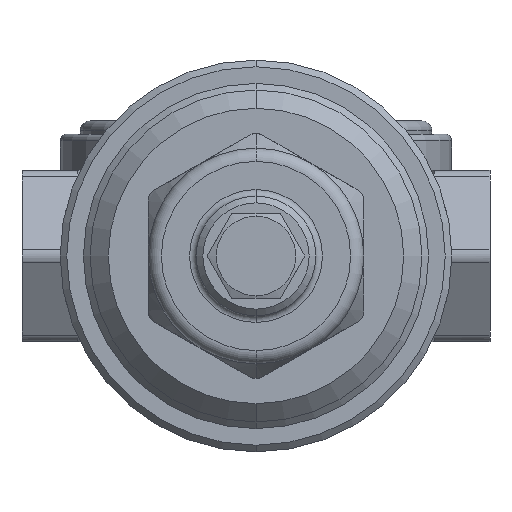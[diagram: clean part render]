
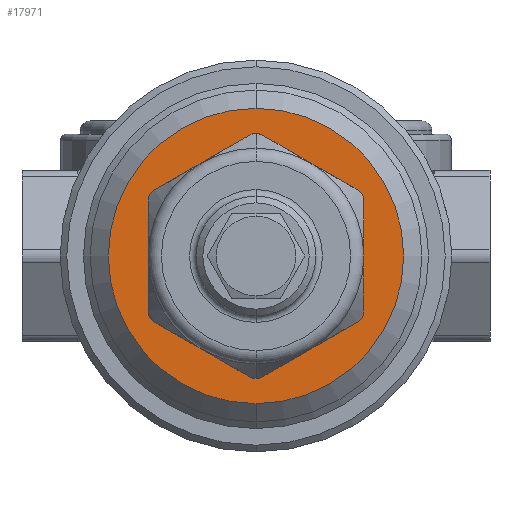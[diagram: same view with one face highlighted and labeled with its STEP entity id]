
A CAD part, front view. The second image highlights one B-rep face of the part: STEP entity #17971.
In plain terms, the highlighted planar face has unit normal (0, -1, 0).
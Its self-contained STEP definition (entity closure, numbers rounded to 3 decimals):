
#396 = EDGE_CURVE ( 'NONE', #10529, #10530, #3237, .T. ) ;
#445 = EDGE_CURVE ( 'NONE', #10578, #10579, #3310, .T. ) ;
#454 = EDGE_CURVE ( 'NONE', #10575, #10576, #3326, .T. ) ;
#456 = EDGE_CURVE ( 'NONE', #10579, #10580, #3330, .T. ) ;
#459 = EDGE_CURVE ( 'NONE', #10583, #10575, #3335, .T. ) ;
#461 = EDGE_CURVE ( 'NONE', #10580, #10581, #3336, .T. ) ;
#463 = EDGE_CURVE ( 'NONE', #10581, #10582, #3342, .T. ) ;
#465 = EDGE_CURVE ( 'NONE', #10582, #10583, #3343, .T. ) ;
#469 = EDGE_CURVE ( 'NONE', #10576, #10585, #3348, .T. ) ;
#472 = EDGE_CURVE ( 'NONE', #10585, #10587, #3354, .T. ) ;
#475 = EDGE_CURVE ( 'NONE', #10587, #10589, #3351, .T. ) ;
#478 = EDGE_CURVE ( 'NONE', #10589, #10591, #3359, .T. ) ;
#481 = EDGE_CURVE ( 'NONE', #10591, #10593, #3360, .T. ) ;
#484 = EDGE_CURVE ( 'NONE', #10593, #10578, #3363, .T. ) ;
#629 = EDGE_LOOP ( 'NONE', ( #1582, #1583, #1584, #1585, #1586, #1587, #1588, #1589, #1590, #1591, #1592, #1593, #1594 ) ) ;
#630 = EDGE_LOOP ( 'NONE', ( #1595, #1596 ) ) ;
#1582 = ORIENTED_EDGE ( 'NONE', *, *, #445, .T. ) ;
#1583 = ORIENTED_EDGE ( 'NONE', *, *, #456, .T. ) ;
#1584 = ORIENTED_EDGE ( 'NONE', *, *, #461, .T. ) ;
#1585 = ORIENTED_EDGE ( 'NONE', *, *, #463, .T. ) ;
#1586 = ORIENTED_EDGE ( 'NONE', *, *, #465, .T. ) ;
#1587 = ORIENTED_EDGE ( 'NONE', *, *, #459, .T. ) ;
#1588 = ORIENTED_EDGE ( 'NONE', *, *, #454, .T. ) ;
#1589 = ORIENTED_EDGE ( 'NONE', *, *, #469, .T. ) ;
#1590 = ORIENTED_EDGE ( 'NONE', *, *, #472, .T. ) ;
#1591 = ORIENTED_EDGE ( 'NONE', *, *, #475, .T. ) ;
#1592 = ORIENTED_EDGE ( 'NONE', *, *, #478, .T. ) ;
#1593 = ORIENTED_EDGE ( 'NONE', *, *, #481, .T. ) ;
#1594 = ORIENTED_EDGE ( 'NONE', *, *, #484, .T. ) ;
#1595 = ORIENTED_EDGE ( 'NONE', *, *, #396, .F. ) ;
#1596 = ORIENTED_EDGE ( 'NONE', *, *, #1919, .F. ) ;
#1919 = EDGE_CURVE ( 'NONE', #10530, #10529, #3388, .T. ) ;
#2121 = AXIS2_PLACEMENT_3D ( 'NONE', #7075, #7076, #7077 ) ;
#2144 = AXIS2_PLACEMENT_3D ( 'NONE', #7225, #7227, #7228 ) ;
#2145 = AXIS2_PLACEMENT_3D ( 'NONE', #7202, #7220, #7221 ) ;
#2148 = AXIS2_PLACEMENT_3D ( 'NONE', #7294, #7296, #7297 ) ;
#2149 = AXIS2_PLACEMENT_3D ( 'NONE', #7226, #7234, #7235 ) ;
#2150 = AXIS2_PLACEMENT_3D ( 'NONE', #7229, #7243, #7244 ) ;
#2151 = AXIS2_PLACEMENT_3D ( 'NONE', #7374, #7388, #7389 ) ;
#2152 = AXIS2_PLACEMENT_3D ( 'NONE', #7342, #7344, #7345 ) ;
#2173 = AXIS2_PLACEMENT_3D ( 'NONE', #7441, #7447, #7448 ) ;
#3237 = CIRCLE ( 'NONE', #2121, 22.25 ) ;
#3310 = LINE ( 'NONE', #7193, #3313 ) ;
#3313 = VECTOR ( 'NONE', #7197, 1000. ) ;
#3326 = CIRCLE ( 'NONE', #2145, 2. ) ;
#3330 = CIRCLE ( 'NONE', #2144, 2. ) ;
#3335 = CIRCLE ( 'NONE', #2149, 2. ) ;
#3336 = LINE ( 'NONE', #7238, #3337 ) ;
#3337 = VECTOR ( 'NONE', #7239, 1000. ) ;
#3342 = CIRCLE ( 'NONE', #2150, 2. ) ;
#3343 = LINE ( 'NONE', #7247, #3344 ) ;
#3344 = VECTOR ( 'NONE', #7248, 1000. ) ;
#3348 = LINE ( 'NONE', #7251, #3349 ) ;
#3349 = VECTOR ( 'NONE', #7278, 1000. ) ;
#3351 = LINE ( 'NONE', #7298, #3355 ) ;
#3354 = CIRCLE ( 'NONE', #2148, 2. ) ;
#3355 = VECTOR ( 'NONE', #7325, 1000. ) ;
#3359 = CIRCLE ( 'NONE', #2152, 2. ) ;
#3360 = LINE ( 'NONE', #7371, #3361 ) ;
#3361 = VECTOR ( 'NONE', #7372, 1000. ) ;
#3363 = CIRCLE ( 'NONE', #2151, 2. ) ;
#3388 = CIRCLE ( 'NONE', #2173, 22.25 ) ;
#6203 = CARTESIAN_POINT ( 'NONE',  ( -15.047, 0., 0. ) ) ;
#6204 = PLANE ( 'NONE',  #16897 ) ;
#6206 = DIRECTION ( 'NONE',  ( 0., -1., 0. ) ) ;
#6207 = DIRECTION ( 'NONE',  ( 0., 0., -1. ) ) ;
#7075 = CARTESIAN_POINT ( 'NONE',  ( 0., 0., 0. ) ) ;
#7076 = DIRECTION ( 'NONE',  ( 0., 1., 0. ) ) ;
#7077 = DIRECTION ( 'NONE',  ( 0., 0., 1. ) ) ;
#7193 = CARTESIAN_POINT ( 'NONE',  ( 15.25, 0., 9.959 ) ) ;
#7197 = DIRECTION ( 'NONE',  ( 0.866, 0., -0.5 ) ) ;
#7202 = CARTESIAN_POINT ( 'NONE',  ( 0., 0., -16.454 ) ) ;
#7220 = DIRECTION ( 'NONE',  ( 0., 1., 0. ) ) ;
#7221 = DIRECTION ( 'NONE',  ( 0., 0., -1. ) ) ;
#7225 = CARTESIAN_POINT ( 'NONE',  ( 14.25, 0., 8.227 ) ) ;
#7226 = CARTESIAN_POINT ( 'NONE',  ( 0., 0., -16.454 ) ) ;
#7227 = DIRECTION ( 'NONE',  ( 0., 1., 0. ) ) ;
#7228 = DIRECTION ( 'NONE',  ( 0., 0., -1. ) ) ;
#7229 = CARTESIAN_POINT ( 'NONE',  ( 14.25, 0., -8.227 ) ) ;
#7234 = DIRECTION ( 'NONE',  ( 0., 1., 0. ) ) ;
#7235 = DIRECTION ( 'NONE',  ( 0., 0., -1. ) ) ;
#7238 = CARTESIAN_POINT ( 'NONE',  ( 16.25, 0., -8.227 ) ) ;
#7239 = DIRECTION ( 'NONE',  ( 0., 0., -1. ) ) ;
#7243 = DIRECTION ( 'NONE',  ( 0., 1., 0. ) ) ;
#7244 = DIRECTION ( 'NONE',  ( 0., 0., -1. ) ) ;
#7247 = CARTESIAN_POINT ( 'NONE',  ( 1., 0., -18.187 ) ) ;
#7248 = DIRECTION ( 'NONE',  ( -0.866, 0., -0.5 ) ) ;
#7251 = CARTESIAN_POINT ( 'NONE',  ( -15.25, 0., -9.959 ) ) ;
#7278 = DIRECTION ( 'NONE',  ( -0.866, 0., 0.5 ) ) ;
#7294 = CARTESIAN_POINT ( 'NONE',  ( -14.25, 0., -8.227 ) ) ;
#7296 = DIRECTION ( 'NONE',  ( 0., 1., 0. ) ) ;
#7297 = DIRECTION ( 'NONE',  ( 0., 0., -1. ) ) ;
#7298 = CARTESIAN_POINT ( 'NONE',  ( -16.25, 0., 8.227 ) ) ;
#7325 = DIRECTION ( 'NONE',  ( 0., 0., 1. ) ) ;
#7342 = CARTESIAN_POINT ( 'NONE',  ( -14.25, 0., 8.227 ) ) ;
#7344 = DIRECTION ( 'NONE',  ( 0., 1., 0. ) ) ;
#7345 = DIRECTION ( 'NONE',  ( 0., 0., -1. ) ) ;
#7371 = CARTESIAN_POINT ( 'NONE',  ( -1., 0., 18.187 ) ) ;
#7372 = DIRECTION ( 'NONE',  ( 0.866, 0., 0.5 ) ) ;
#7374 = CARTESIAN_POINT ( 'NONE',  ( 0., 0., 16.454 ) ) ;
#7388 = DIRECTION ( 'NONE',  ( 0., 1., 0. ) ) ;
#7389 = DIRECTION ( 'NONE',  ( 0., 0., -1. ) ) ;
#7441 = CARTESIAN_POINT ( 'NONE',  ( 0., 0., 0. ) ) ;
#7447 = DIRECTION ( 'NONE',  ( 0., 1., 0. ) ) ;
#7448 = DIRECTION ( 'NONE',  ( 0., 0., 1. ) ) ;
#8253 = CARTESIAN_POINT ( 'NONE',  ( 0., 0., 22.25 ) ) ;
#8254 = CARTESIAN_POINT ( 'NONE',  ( 0., 0., -22.25 ) ) ;
#8299 = CARTESIAN_POINT ( 'NONE',  ( 0., 0., -18.454 ) ) ;
#8300 = CARTESIAN_POINT ( 'NONE',  ( -1., 0., -18.187 ) ) ;
#8302 = CARTESIAN_POINT ( 'NONE',  ( 1., 0., 18.187 ) ) ;
#8303 = CARTESIAN_POINT ( 'NONE',  ( 15.25, 0., 9.959 ) ) ;
#8304 = CARTESIAN_POINT ( 'NONE',  ( 16.25, 0., 8.227 ) ) ;
#8305 = CARTESIAN_POINT ( 'NONE',  ( 16.25, 0., -8.227 ) ) ;
#8306 = CARTESIAN_POINT ( 'NONE',  ( 15.25, 0., -9.959 ) ) ;
#8307 = CARTESIAN_POINT ( 'NONE',  ( 1., 0., -18.187 ) ) ;
#8309 = CARTESIAN_POINT ( 'NONE',  ( -15.25, 0., -9.959 ) ) ;
#8311 = CARTESIAN_POINT ( 'NONE',  ( -16.25, 0., -8.227 ) ) ;
#8313 = CARTESIAN_POINT ( 'NONE',  ( -16.25, 0., 8.227 ) ) ;
#8315 = CARTESIAN_POINT ( 'NONE',  ( -15.25, 0., 9.959 ) ) ;
#8317 = CARTESIAN_POINT ( 'NONE',  ( -1., 0., 18.187 ) ) ;
#10529 = VERTEX_POINT ( 'NONE', #8253 ) ;
#10530 = VERTEX_POINT ( 'NONE', #8254 ) ;
#10575 = VERTEX_POINT ( 'NONE', #8299 ) ;
#10576 = VERTEX_POINT ( 'NONE', #8300 ) ;
#10578 = VERTEX_POINT ( 'NONE', #8302 ) ;
#10579 = VERTEX_POINT ( 'NONE', #8303 ) ;
#10580 = VERTEX_POINT ( 'NONE', #8304 ) ;
#10581 = VERTEX_POINT ( 'NONE', #8305 ) ;
#10582 = VERTEX_POINT ( 'NONE', #8306 ) ;
#10583 = VERTEX_POINT ( 'NONE', #8307 ) ;
#10585 = VERTEX_POINT ( 'NONE', #8309 ) ;
#10587 = VERTEX_POINT ( 'NONE', #8311 ) ;
#10589 = VERTEX_POINT ( 'NONE', #8313 ) ;
#10591 = VERTEX_POINT ( 'NONE', #8315 ) ;
#10593 = VERTEX_POINT ( 'NONE', #8317 ) ;
#14390 = FACE_BOUND ( 'NONE', #629, .T. ) ;
#14396 = FACE_OUTER_BOUND ( 'NONE', #630, .T. ) ;
#16897 = AXIS2_PLACEMENT_3D ( 'NONE', #6203, #6206, #6207 ) ;
#17971 = ADVANCED_FACE ( 'NONE', ( #14390, #14396 ), #6204, .T. ) ;
